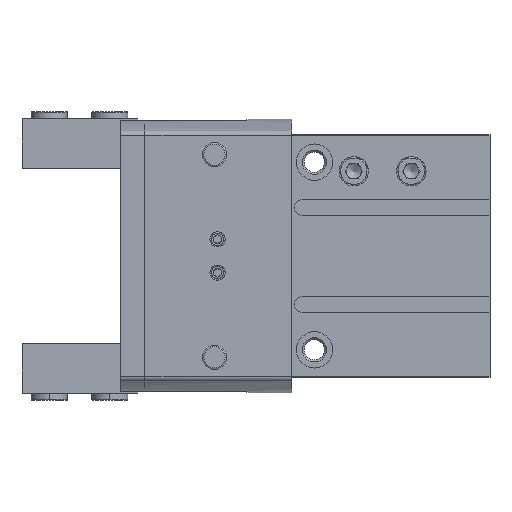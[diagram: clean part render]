
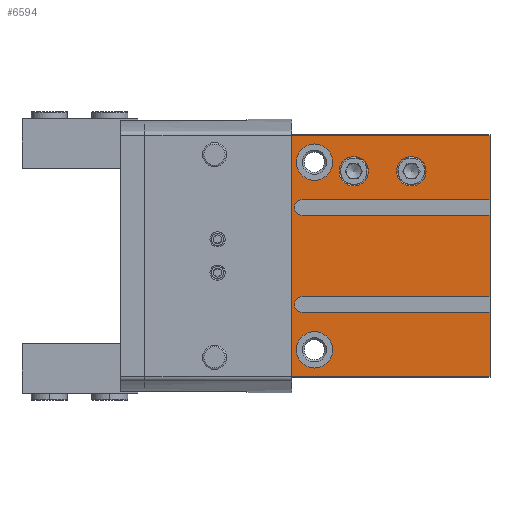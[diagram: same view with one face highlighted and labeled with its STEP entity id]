
A CAD part, left-side view. The second image highlights one B-rep face of the part: STEP entity #6594.
In plain terms, the highlighted planar face has unit normal (-1, 0, 0).
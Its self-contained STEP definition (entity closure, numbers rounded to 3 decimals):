
#225=PLANE('',#7179);
#441=LINE('',#10143,#943);
#449=LINE('',#10159,#951);
#469=LINE('',#10207,#971);
#509=LINE('',#10340,#1011);
#511=LINE('',#10356,#1013);
#512=LINE('',#10360,#1014);
#513=LINE('',#10361,#1015);
#514=LINE('',#10365,#1016);
#515=LINE('',#10366,#1017);
#516=LINE('',#10368,#1018);
#943=VECTOR('',#7981,1000.);
#951=VECTOR('',#7989,1000.);
#971=VECTOR('',#8017,1000.);
#1011=VECTOR('',#8137,1000.);
#1013=VECTOR('',#8153,1000.);
#1014=VECTOR('',#8156,1000.);
#1015=VECTOR('',#8157,1000.);
#1016=VECTOR('',#8160,1000.);
#1017=VECTOR('',#8161,1000.);
#1018=VECTOR('',#8162,1000.);
#1570=ORIENTED_EDGE('',*,*,#3333,.T.);
#1571=ORIENTED_EDGE('',*,*,#3334,.T.);
#1572=ORIENTED_EDGE('',*,*,#3335,.T.);
#1573=ORIENTED_EDGE('',*,*,#3336,.T.);
#1574=ORIENTED_EDGE('',*,*,#3239,.T.);
#1575=ORIENTED_EDGE('',*,*,#3337,.T.);
#1576=ORIENTED_EDGE('',*,*,#3338,.T.);
#1577=ORIENTED_EDGE('',*,*,#3339,.T.);
#1578=ORIENTED_EDGE('',*,*,#3231,.T.);
#1579=ORIENTED_EDGE('',*,*,#3340,.T.);
#1580=ORIENTED_EDGE('',*,*,#3341,.T.);
#1581=ORIENTED_EDGE('',*,*,#3342,.T.);
#1582=ORIENTED_EDGE('',*,*,#3263,.T.);
#1583=ORIENTED_EDGE('',*,*,#3343,.F.);
#1584=ORIENTED_EDGE('',*,*,#3344,.F.);
#1585=ORIENTED_EDGE('',*,*,#3329,.T.);
#3231=EDGE_CURVE('',#4120,#4119,#441,.T.);
#3239=EDGE_CURVE('',#4128,#4127,#449,.T.);
#3263=EDGE_CURVE('',#4152,#4151,#469,.T.);
#3329=EDGE_CURVE('',#4205,#4128,#509,.T.);
#3333=EDGE_CURVE('',#4208,#4208,#4797,.T.);
#3334=EDGE_CURVE('',#4209,#4209,#4798,.T.);
#3335=EDGE_CURVE('',#4210,#4210,#4799,.T.);
#3336=EDGE_CURVE('',#4211,#4211,#4800,.T.);
#3337=EDGE_CURVE('',#4127,#4212,#511,.T.);
#3338=EDGE_CURVE('',#4212,#4213,#4801,.T.);
#3339=EDGE_CURVE('',#4213,#4120,#512,.T.);
#3340=EDGE_CURVE('',#4119,#4214,#513,.T.);
#3341=EDGE_CURVE('',#4214,#4215,#4802,.T.);
#3342=EDGE_CURVE('',#4215,#4152,#514,.T.);
#3343=EDGE_CURVE('',#4216,#4151,#515,.T.);
#3344=EDGE_CURVE('',#4205,#4216,#516,.T.);
#4119=VERTEX_POINT('',#10142);
#4120=VERTEX_POINT('',#10144);
#4127=VERTEX_POINT('',#10158);
#4128=VERTEX_POINT('',#10160);
#4151=VERTEX_POINT('',#10206);
#4152=VERTEX_POINT('',#10208);
#4205=VERTEX_POINT('',#10341);
#4208=VERTEX_POINT('',#10349);
#4209=VERTEX_POINT('',#10351);
#4210=VERTEX_POINT('',#10353);
#4211=VERTEX_POINT('',#10355);
#4212=VERTEX_POINT('',#10357);
#4213=VERTEX_POINT('',#10359);
#4214=VERTEX_POINT('',#10362);
#4215=VERTEX_POINT('',#10364);
#4216=VERTEX_POINT('',#10367);
#4797=CIRCLE('',#7180,4.864);
#4798=CIRCLE('',#7181,4.864);
#4799=CIRCLE('',#7182,6.);
#4800=CIRCLE('',#7183,6.);
#4801=CIRCLE('',#7184,2.6);
#4802=CIRCLE('',#7185,2.6);
#5155=EDGE_LOOP('',(#1570));
#5156=EDGE_LOOP('',(#1571));
#5157=EDGE_LOOP('',(#1572));
#5158=EDGE_LOOP('',(#1573));
#5159=EDGE_LOOP('',(#1574,#1575,#1576,#1577,#1578,#1579,#1580,#1581,#1582,
#1583,#1584,#1585));
#5805=FACE_BOUND('',#5155,.T.);
#5806=FACE_BOUND('',#5156,.T.);
#5807=FACE_BOUND('',#5157,.T.);
#5808=FACE_BOUND('',#5158,.T.);
#5809=FACE_BOUND('',#5159,.T.);
#6594=ADVANCED_FACE('',(#5805,#5806,#5807,#5808,#5809),#225,.F.);
#7179=AXIS2_PLACEMENT_3D('',#10347,#8143,#8144);
#7180=AXIS2_PLACEMENT_3D('',#10348,#8145,#8146);
#7181=AXIS2_PLACEMENT_3D('',#10350,#8147,#8148);
#7182=AXIS2_PLACEMENT_3D('',#10352,#8149,#8150);
#7183=AXIS2_PLACEMENT_3D('',#10354,#8151,#8152);
#7184=AXIS2_PLACEMENT_3D('',#10358,#8154,#8155);
#7185=AXIS2_PLACEMENT_3D('',#10363,#8158,#8159);
#7981=DIRECTION('',(0.,0.,1.));
#7989=DIRECTION('',(0.,0.,1.));
#8017=DIRECTION('',(0.,0.,1.));
#8137=DIRECTION('',(0.,-1.,0.));
#8143=DIRECTION('',(1.,0.,0.));
#8144=DIRECTION('',(0.,0.,-1.));
#8145=DIRECTION('',(1.,0.,0.));
#8146=DIRECTION('',(0.,0.,-1.));
#8147=DIRECTION('',(1.,0.,0.));
#8148=DIRECTION('',(0.,0.,-1.));
#8149=DIRECTION('',(1.,0.,0.));
#8150=DIRECTION('',(0.,0.,-1.));
#8151=DIRECTION('',(1.,0.,0.));
#8152=DIRECTION('',(0.,0.,-1.));
#8153=DIRECTION('',(0.,1.,0.));
#8154=DIRECTION('',(1.,0.,0.));
#8155=DIRECTION('',(0.,0.,-1.));
#8156=DIRECTION('',(0.,-1.,0.));
#8157=DIRECTION('',(0.,1.,0.));
#8158=DIRECTION('',(1.,0.,0.));
#8159=DIRECTION('',(0.,0.,-1.));
#8160=DIRECTION('',(0.,-1.,0.));
#8161=DIRECTION('',(0.,-1.,0.));
#8162=DIRECTION('',(0.,0.,1.));
#10142=CARTESIAN_POINT('',(-25.,0.,13.4));
#10143=CARTESIAN_POINT('',(-25.,0.,-39.75));
#10144=CARTESIAN_POINT('',(-25.,0.,-13.4));
#10158=CARTESIAN_POINT('',(-25.,0.,-18.6));
#10159=CARTESIAN_POINT('',(-25.,0.,-39.75));
#10160=CARTESIAN_POINT('',(-25.,0.,-39.75));
#10206=CARTESIAN_POINT('',(-25.,0.,39.75));
#10207=CARTESIAN_POINT('',(-25.,0.,-39.75));
#10208=CARTESIAN_POINT('',(-25.,0.,18.6));
#10340=CARTESIAN_POINT('',(-25.,65.5,-39.75));
#10341=CARTESIAN_POINT('',(-25.,65.5,-39.75));
#10347=CARTESIAN_POINT('',(-25.,65.5,-39.75));
#10348=CARTESIAN_POINT('',(-25.,45.,28.));
#10349=CARTESIAN_POINT('',(-25.,45.,23.136));
#10350=CARTESIAN_POINT('',(-25.,26.,28.));
#10351=CARTESIAN_POINT('',(-25.,26.,23.136));
#10352=CARTESIAN_POINT('',(-25.,58.,31.));
#10353=CARTESIAN_POINT('',(-25.,58.,25.));
#10354=CARTESIAN_POINT('',(-25.,58.,-31.));
#10355=CARTESIAN_POINT('',(-25.,58.,-37.));
#10356=CARTESIAN_POINT('',(-25.,65.5,-18.6));
#10357=CARTESIAN_POINT('',(-25.,62.,-18.6));
#10358=CARTESIAN_POINT('',(-25.,62.,-16.));
#10359=CARTESIAN_POINT('',(-25.,62.,-13.4));
#10360=CARTESIAN_POINT('',(-25.,65.5,-13.4));
#10361=CARTESIAN_POINT('',(-25.,65.5,13.4));
#10362=CARTESIAN_POINT('',(-25.,62.,13.4));
#10363=CARTESIAN_POINT('',(-25.,62.,16.));
#10364=CARTESIAN_POINT('',(-25.,62.,18.6));
#10365=CARTESIAN_POINT('',(-25.,65.5,18.6));
#10366=CARTESIAN_POINT('',(-25.,65.5,39.75));
#10367=CARTESIAN_POINT('',(-25.,65.5,39.75));
#10368=CARTESIAN_POINT('',(-25.,65.5,-39.75));
